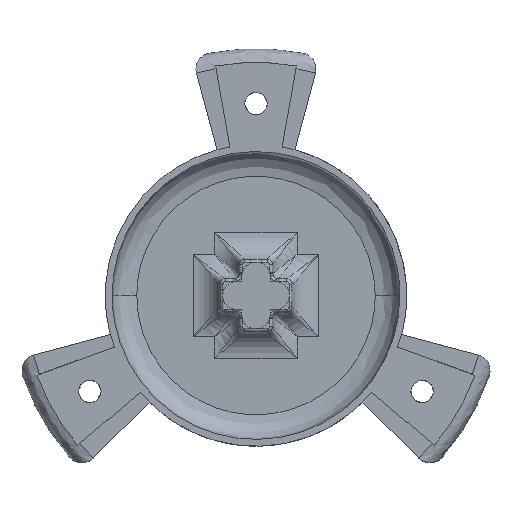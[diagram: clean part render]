
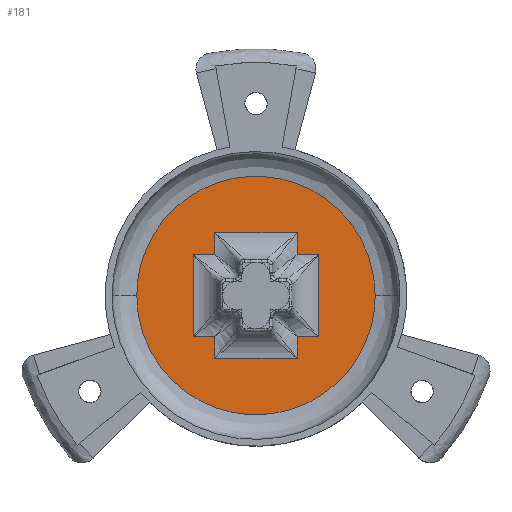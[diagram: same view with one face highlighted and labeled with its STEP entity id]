
A CAD part, top view. The second image highlights one B-rep face of the part: STEP entity #181.
In plain terms, the highlighted planar face has unit normal (0, 0, 1).
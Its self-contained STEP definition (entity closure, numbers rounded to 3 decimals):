
#181=ADVANCED_FACE('',(#427,#301),#3764,.T.);
#301=FACE_BOUND('',#673,.T.);
#427=FACE_OUTER_BOUND('',#672,.T.);
#672=EDGE_LOOP('',(#1503,#1504));
#673=EDGE_LOOP('',(#1505,#1506,#1507,#1508,#1509,#1510,#1511,#1512,#1513,
#1514,#1515,#1516));
#1503=ORIENTED_EDGE('',*,*,#2372,.T.);
#1504=ORIENTED_EDGE('',*,*,#2603,.T.);
#1505=ORIENTED_EDGE('',*,*,#2364,.T.);
#1506=ORIENTED_EDGE('',*,*,#2365,.T.);
#1507=ORIENTED_EDGE('',*,*,#2368,.T.);
#1508=ORIENTED_EDGE('',*,*,#2358,.T.);
#1509=ORIENTED_EDGE('',*,*,#2359,.T.);
#1510=ORIENTED_EDGE('',*,*,#2360,.T.);
#1511=ORIENTED_EDGE('',*,*,#2361,.T.);
#1512=ORIENTED_EDGE('',*,*,#2362,.T.);
#1513=ORIENTED_EDGE('',*,*,#2363,.T.);
#1514=ORIENTED_EDGE('',*,*,#2369,.T.);
#1515=ORIENTED_EDGE('',*,*,#2366,.T.);
#1516=ORIENTED_EDGE('',*,*,#2367,.T.);
#2358=EDGE_CURVE('',#3487,#3486,#3032,.T.);
#2359=EDGE_CURVE('',#3486,#3488,#3033,.T.);
#2360=EDGE_CURVE('',#3488,#3489,#3034,.T.);
#2361=EDGE_CURVE('',#3489,#3490,#3035,.T.);
#2362=EDGE_CURVE('',#3490,#3491,#3036,.T.);
#2363=EDGE_CURVE('',#3491,#3492,#3037,.T.);
#2364=EDGE_CURVE('',#3494,#3493,#3038,.T.);
#2365=EDGE_CURVE('',#3493,#3495,#3039,.T.);
#2366=EDGE_CURVE('',#3496,#3497,#3040,.T.);
#2367=EDGE_CURVE('',#3497,#3494,#3041,.T.);
#2368=EDGE_CURVE('',#3495,#3487,#3042,.T.);
#2369=EDGE_CURVE('',#3492,#3496,#3043,.T.);
#2372=EDGE_CURVE('',#3498,#3597,#2782,.T.);
#2603=EDGE_CURVE('',#3597,#3498,#2845,.T.);
#2782=(
BOUNDED_CURVE()
B_SPLINE_CURVE(2,(#9445,#9446,#9447,#9448,#9449),.UNSPECIFIED.,.F.,.F.)
B_SPLINE_CURVE_WITH_KNOTS((3,2,3),(-136.659,-68.33,0.),
 .UNSPECIFIED.)
CURVE()
GEOMETRIC_REPRESENTATION_ITEM()
RATIONAL_B_SPLINE_CURVE((1.,0.707,1.,0.707,1.))
REPRESENTATION_ITEM('')
);
#2845=(
BOUNDED_CURVE()
B_SPLINE_CURVE(2,(#10308,#10309,#10310,#10311,#10312),.UNSPECIFIED.,.F.,
 .F.)
B_SPLINE_CURVE_WITH_KNOTS((3,2,3),(0.,68.33,136.659),
 .UNSPECIFIED.)
CURVE()
GEOMETRIC_REPRESENTATION_ITEM()
RATIONAL_B_SPLINE_CURVE((1.,0.707,1.,0.707,1.))
REPRESENTATION_ITEM('')
);
#3032=B_SPLINE_CURVE_WITH_KNOTS('',1,(#9413,#9414),.UNSPECIFIED.,.F.,.F.,
(2,2),(-7.95,0.),.UNSPECIFIED.);
#3033=B_SPLINE_CURVE_WITH_KNOTS('',1,(#9415,#9416),.UNSPECIFIED.,.F.,.F.,
(2,2),(-30.,0.),.UNSPECIFIED.);
#3034=B_SPLINE_CURVE_WITH_KNOTS('',1,(#9417,#9418),.UNSPECIFIED.,.F.,.F.,
(2,2),(-7.95,0.),.UNSPECIFIED.);
#3035=B_SPLINE_CURVE_WITH_KNOTS('',1,(#9419,#9420),.UNSPECIFIED.,.F.,.F.,
(2,2),(-7.95,0.),.UNSPECIFIED.);
#3036=B_SPLINE_CURVE_WITH_KNOTS('',1,(#9421,#9422),.UNSPECIFIED.,.F.,.F.,
(2,2),(-30.,0.),.UNSPECIFIED.);
#3037=B_SPLINE_CURVE_WITH_KNOTS('',1,(#9423,#9424),.UNSPECIFIED.,.F.,.F.,
(2,2),(-7.95,0.),.UNSPECIFIED.);
#3038=B_SPLINE_CURVE_WITH_KNOTS('',1,(#9425,#9426),.UNSPECIFIED.,.F.,.F.,
(2,2),(-7.95,0.),.UNSPECIFIED.);
#3039=B_SPLINE_CURVE_WITH_KNOTS('',1,(#9427,#9428),.UNSPECIFIED.,.F.,.F.,
(2,2),(-30.,0.),.UNSPECIFIED.);
#3040=B_SPLINE_CURVE_WITH_KNOTS('',1,(#9429,#9430),.UNSPECIFIED.,.F.,.F.,
(2,2),(-30.,0.),.UNSPECIFIED.);
#3041=B_SPLINE_CURVE_WITH_KNOTS('',1,(#9431,#9432),.UNSPECIFIED.,.F.,.F.,
(2,2),(-7.95,0.),.UNSPECIFIED.);
#3042=B_SPLINE_CURVE_WITH_KNOTS('',1,(#9433,#9434),.UNSPECIFIED.,.F.,.F.,
(2,2),(-7.95,0.),.UNSPECIFIED.);
#3043=B_SPLINE_CURVE_WITH_KNOTS('',1,(#9435,#9436),.UNSPECIFIED.,.F.,.F.,
(2,2),(-7.95,0.),.UNSPECIFIED.);
#3486=VERTEX_POINT('',#8837);
#3487=VERTEX_POINT('',#8838);
#3488=VERTEX_POINT('',#8839);
#3489=VERTEX_POINT('',#8840);
#3490=VERTEX_POINT('',#8841);
#3491=VERTEX_POINT('',#8842);
#3492=VERTEX_POINT('',#8843);
#3493=VERTEX_POINT('',#8844);
#3494=VERTEX_POINT('',#8845);
#3495=VERTEX_POINT('',#8846);
#3496=VERTEX_POINT('',#8847);
#3497=VERTEX_POINT('',#8848);
#3498=VERTEX_POINT('',#8849);
#3597=VERTEX_POINT('',#8948);
#3764=PLANE('',#3850);
#3850=AXIS2_PLACEMENT_3D('',#6883,#3919,$);
#3919=DIRECTION('',(0.,0.,1.));
#6883=CARTESIAN_POINT('',(-1130.677,-76.492,1.));
#8837=CARTESIAN_POINT('',(-1055.407,-9.172,1.));
#8838=CARTESIAN_POINT('',(-1063.357,-9.172,1.));
#8839=CARTESIAN_POINT('',(-1055.407,-39.172,1.));
#8840=CARTESIAN_POINT('',(-1063.357,-39.172,1.));
#8841=CARTESIAN_POINT('',(-1063.357,-47.122,1.));
#8842=CARTESIAN_POINT('',(-1093.357,-47.122,1.));
#8843=CARTESIAN_POINT('',(-1093.357,-39.172,1.));
#8844=CARTESIAN_POINT('',(-1093.357,-1.222,1.));
#8845=CARTESIAN_POINT('',(-1093.357,-9.172,1.));
#8846=CARTESIAN_POINT('',(-1063.357,-1.222,1.));
#8847=CARTESIAN_POINT('',(-1101.306,-39.172,1.));
#8848=CARTESIAN_POINT('',(-1101.306,-9.172,1.));
#8849=CARTESIAN_POINT('',(-1121.857,-24.172,1.));
#8948=CARTESIAN_POINT('',(-1034.857,-24.172,1.));
#9413=CARTESIAN_POINT('',(-1063.357,-9.172,1.));
#9414=CARTESIAN_POINT('',(-1055.407,-9.172,1.));
#9415=CARTESIAN_POINT('',(-1055.407,-9.172,1.));
#9416=CARTESIAN_POINT('',(-1055.407,-39.172,1.));
#9417=CARTESIAN_POINT('',(-1055.407,-39.172,1.));
#9418=CARTESIAN_POINT('',(-1063.357,-39.172,1.));
#9419=CARTESIAN_POINT('',(-1063.357,-39.172,1.));
#9420=CARTESIAN_POINT('',(-1063.357,-47.122,1.));
#9421=CARTESIAN_POINT('',(-1063.357,-47.122,1.));
#9422=CARTESIAN_POINT('',(-1093.357,-47.122,1.));
#9423=CARTESIAN_POINT('',(-1093.357,-47.122,1.));
#9424=CARTESIAN_POINT('',(-1093.357,-39.172,1.));
#9425=CARTESIAN_POINT('',(-1093.357,-9.172,1.));
#9426=CARTESIAN_POINT('',(-1093.357,-1.222,1.));
#9427=CARTESIAN_POINT('',(-1093.357,-1.222,1.));
#9428=CARTESIAN_POINT('',(-1063.357,-1.222,1.));
#9429=CARTESIAN_POINT('',(-1101.306,-39.172,1.));
#9430=CARTESIAN_POINT('',(-1101.306,-9.172,1.));
#9431=CARTESIAN_POINT('',(-1101.306,-9.172,1.));
#9432=CARTESIAN_POINT('',(-1093.357,-9.172,1.));
#9433=CARTESIAN_POINT('',(-1063.357,-1.222,1.));
#9434=CARTESIAN_POINT('',(-1063.357,-9.172,1.));
#9435=CARTESIAN_POINT('',(-1093.357,-39.172,1.));
#9436=CARTESIAN_POINT('',(-1101.306,-39.172,1.));
#9445=CARTESIAN_POINT('',(-1121.857,-24.172,1.));
#9446=CARTESIAN_POINT('',(-1121.857,-67.672,1.));
#9447=CARTESIAN_POINT('',(-1078.357,-67.672,1.));
#9448=CARTESIAN_POINT('',(-1034.857,-67.672,1.));
#9449=CARTESIAN_POINT('',(-1034.857,-24.172,1.));
#10308=CARTESIAN_POINT('',(-1034.857,-24.172,1.));
#10309=CARTESIAN_POINT('',(-1034.857,19.328,1.));
#10310=CARTESIAN_POINT('',(-1078.357,19.328,1.));
#10311=CARTESIAN_POINT('',(-1121.857,19.328,1.));
#10312=CARTESIAN_POINT('',(-1121.857,-24.172,1.));
